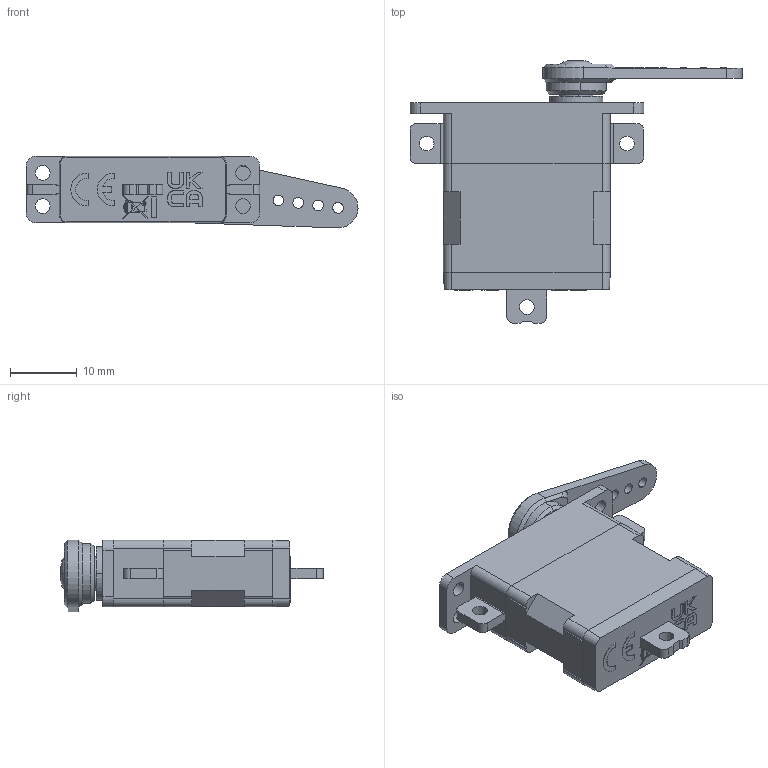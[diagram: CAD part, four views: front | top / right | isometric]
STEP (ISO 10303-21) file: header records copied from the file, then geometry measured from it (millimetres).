
FILE_DESCRIPTION((''),'2;1');
FILE_NAME('BD10_TOTAL_ASSY_ASM','2025-05-08T11:34:43',('itssky'),(''),'CREO PARAMETRIC BY PTC INC, 2024253','CREO PARAMETRIC BY PTC INC, 2024253','');
FILE_SCHEMA(('CONFIG_CONTROL_DESIGN','SHAPE_APPEARANCE_LAYERS_GROUPS'));
Length unit declared in the file: millimetre
Products named in the file (8): BD10M_MIDDLE; BD10T_TOP_R; BD10L_LOWER_A; BD10_G5_M0_3; BD10_G5_ASSY_ASM; HD-LS21F_PA66_120217000211; 120202000052_18A_CBH_T2_3XL5; BD10_TOTAL_ASSY_ASM
Assembly tree (7 placements, depth 3):
  BD10_TOTAL_ASSY_ASM
    BD10M_MIDDLE
    BD10T_TOP_R
    BD10L_LOWER_A
    BD10_G5_ASSY_ASM
      BD10_G5_M0_3
    HD-LS21F_PA66_120217000211
    120202000052_18A_CBH_T2_3XL5
Bounding box: 49.73 x 39.3 x 10.75 mm (x, y, z)
Volume: 7759.8 mm3; surface area: 4905.3 mm2
Topology: 6 solids, 6 shells, 1087 faces, 3058 edges, 2033 vertices
Faces by surface type: plane 769, cylinder 233, extrusion 40, cone 37, bspline 6, torus 2
Entity records: 47275 total; most frequent: CARTESIAN_POINT 9128, ORIENTED_EDGE 6116, DIRECTION 5271, PRESENTATION_STYLE_ASSIGNMENT 3158, STYLED_ITEM 3138, CURVE_STYLE 3058, EDGE_CURVE 3058, VECTOR 2401
